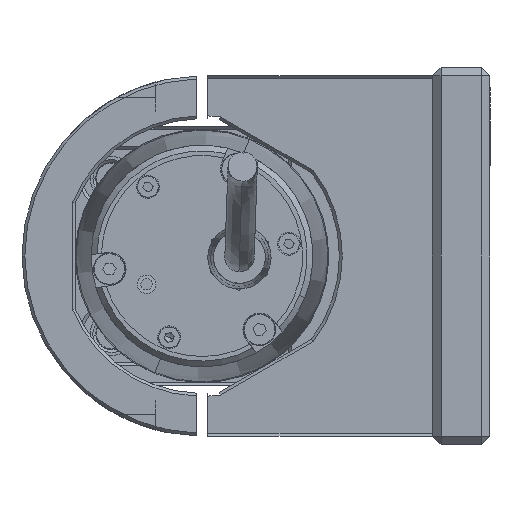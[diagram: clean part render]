
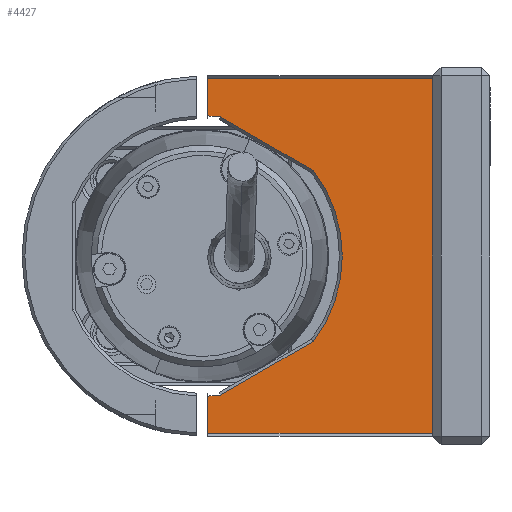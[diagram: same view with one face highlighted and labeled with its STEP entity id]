
A CAD part, left-side view. The second image highlights one B-rep face of the part: STEP entity #4427.
In plain terms, the highlighted planar face has unit normal (1, 0, 0).
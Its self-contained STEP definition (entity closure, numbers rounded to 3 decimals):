
#490 = DIRECTION ( 'NONE',  ( 1., 0., 0. ) ) ;
#955 = VECTOR ( 'NONE', #13065, 1000. ) ;
#1661 = DIRECTION ( 'NONE',  ( -1., 0., 0. ) ) ;
#1898 = VECTOR ( 'NONE', #15179, 1000. ) ;
#2296 = CARTESIAN_POINT ( 'NONE',  ( -113.5, -40., -30.763 ) ) ;
#2360 = ORIENTED_EDGE ( 'NONE', *, *, #22307, .T. ) ;
#3696 = VERTEX_POINT ( 'NONE', #2296 ) ;
#3856 = CIRCLE ( 'NONE', #32560, 24.35 ) ;
#4427 = ADVANCED_FACE ( 'NONE', ( #23518 ), #32210, .T. ) ;
#4569 = DIRECTION ( 'NONE',  ( -1., 0., 0. ) ) ;
#4883 = VERTEX_POINT ( 'NONE', #33541 ) ;
#5287 = CARTESIAN_POINT ( 'NONE',  ( -113.5, -19.313, -14.831 ) ) ;
#5444 = CARTESIAN_POINT ( 'NONE',  ( -113.5, -1., -9.489 ) ) ;
#6330 = VERTEX_POINT ( 'NONE', #26275 ) ;
#6395 = VECTOR ( 'NONE', #24645, 1000. ) ;
#6676 = EDGE_CURVE ( 'NONE', #24278, #6330, #30038, .T. ) ;
#7081 = VERTEX_POINT ( 'NONE', #32832 ) ;
#8094 = LINE ( 'NONE', #17857, #21353 ) ;
#8437 = VECTOR ( 'NONE', #23977, 1000. ) ;
#10163 = AXIS2_PLACEMENT_3D ( 'NONE', #27849, #11990, #30562 ) ;
#10233 = VERTEX_POINT ( 'NONE', #29939 ) ;
#10364 = VERTEX_POINT ( 'NONE', #30529 ) ;
#10392 = DIRECTION ( 'NONE',  ( 0., 0., -1. ) ) ;
#10944 = ORIENTED_EDGE ( 'NONE', *, *, #25798, .T. ) ;
#11033 = EDGE_CURVE ( 'NONE', #31945, #10233, #20402, .T. ) ;
#11034 = VECTOR ( 'NONE', #26656, 1000. ) ;
#11990 = DIRECTION ( 'NONE',  ( -1., 0., 0. ) ) ;
#12040 = ORIENTED_EDGE ( 'NONE', *, *, #31489, .T. ) ;
#13065 = DIRECTION ( 'NONE',  ( 0., 0., 1. ) ) ;
#13301 = LINE ( 'NONE', #26240, #33703 ) ;
#13398 = VERTEX_POINT ( 'NONE', #19350 ) ;
#13454 = LINE ( 'NONE', #21977, #6395 ) ;
#14424 = AXIS2_PLACEMENT_3D ( 'NONE', #16434, #490, #19064 ) ;
#15005 = VERTEX_POINT ( 'NONE', #18529 ) ;
#15179 = DIRECTION ( 'NONE',  ( 0., 0.866, 0.5 ) ) ;
#16037 = LINE ( 'NONE', #25700, #1898 ) ;
#16373 = AXIS2_PLACEMENT_3D ( 'NONE', #20517, #4569, #23176 ) ;
#16434 = CARTESIAN_POINT ( 'NONE',  ( -113.5, -16.288, -9.489 ) ) ;
#16877 = ORIENTED_EDGE ( 'NONE', *, *, #34410, .T. ) ;
#17388 = ORIENTED_EDGE ( 'NONE', *, *, #29010, .T. ) ;
#17553 = CARTESIAN_POINT ( 'NONE',  ( -113.5, 0., 0. ) ) ;
#17806 = ORIENTED_EDGE ( 'NONE', *, *, #6676, .T. ) ;
#17857 = CARTESIAN_POINT ( 'NONE',  ( -113.5, -16.288, -30.763 ) ) ;
#18529 = CARTESIAN_POINT ( 'NONE',  ( -113.5, -3.187, 24.14 ) ) ;
#19064 = DIRECTION ( 'NONE',  ( 0., 1., 0. ) ) ;
#19350 = CARTESIAN_POINT ( 'NONE',  ( -113.5, -40., 30.763 ) ) ;
#19526 = EDGE_CURVE ( 'NONE', #3696, #4883, #8094, .T. ) ;
#20260 = DIRECTION ( 'NONE',  ( 0., -1., 0. ) ) ;
#20402 = CIRCLE ( 'NONE', #10163, 24.35 ) ;
#20512 = EDGE_LOOP ( 'NONE', ( #10944, #22538, #12040, #16877, #20780, #22978, #33679, #2360, #17806, #17388 ) ) ;
#20517 = CARTESIAN_POINT ( 'NONE',  ( -113.5, 0., 0. ) ) ;
#20574 = DIRECTION ( 'NONE',  ( 0., 1., 0. ) ) ;
#20780 = ORIENTED_EDGE ( 'NONE', *, *, #32180, .T. ) ;
#21325 = CARTESIAN_POINT ( 'NONE',  ( -113.5, -16.288, 30.763 ) ) ;
#21353 = VECTOR ( 'NONE', #20574, 1000. ) ;
#21977 = CARTESIAN_POINT ( 'NONE',  ( -113.5, -3.187, -24.14 ) ) ;
#22307 = EDGE_CURVE ( 'NONE', #15005, #24278, #3856, .T. ) ;
#22538 = ORIENTED_EDGE ( 'NONE', *, *, #19526, .T. ) ;
#22978 = ORIENTED_EDGE ( 'NONE', *, *, #11033, .T. ) ;
#23176 = DIRECTION ( 'NONE',  ( 0., -1., 0. ) ) ;
#23518 = FACE_OUTER_BOUND ( 'NONE', #20512, .T. ) ;
#23977 = DIRECTION ( 'NONE',  ( 0., -1., 0. ) ) ;
#24278 = VERTEX_POINT ( 'NONE', #27646 ) ;
#24645 = DIRECTION ( 'NONE',  ( 0., -0.866, 0.5 ) ) ;
#25700 = CARTESIAN_POINT ( 'NONE',  ( -113.5, -19.313, 14.831 ) ) ;
#25798 = EDGE_CURVE ( 'NONE', #13398, #3696, #13301, .T. ) ;
#26240 = CARTESIAN_POINT ( 'NONE',  ( -113.5, -40., -9.489 ) ) ;
#26275 = CARTESIAN_POINT ( 'NONE',  ( -113.5, -1., 30.763 ) ) ;
#26656 = DIRECTION ( 'NONE',  ( 0., 0., 1. ) ) ;
#27630 = EDGE_CURVE ( 'NONE', #10233, #15005, #16037, .T. ) ;
#27646 = CARTESIAN_POINT ( 'NONE',  ( -113.5, -1., 24.329 ) ) ;
#27849 = CARTESIAN_POINT ( 'NONE',  ( -113.5, 0., 0. ) ) ;
#28911 = CARTESIAN_POINT ( 'NONE',  ( -113.5, -1., -9.489 ) ) ;
#29010 = EDGE_CURVE ( 'NONE', #6330, #13398, #29583, .T. ) ;
#29023 = CIRCLE ( 'NONE', #16373, 24.35 ) ;
#29583 = LINE ( 'NONE', #21325, #8437 ) ;
#29939 = CARTESIAN_POINT ( 'NONE',  ( -113.5, -19.313, 14.831 ) ) ;
#30038 = LINE ( 'NONE', #28911, #955 ) ;
#30529 = CARTESIAN_POINT ( 'NONE',  ( -113.5, -3.187, -24.14 ) ) ;
#30562 = DIRECTION ( 'NONE',  ( 0., 0., 1. ) ) ;
#31489 = EDGE_CURVE ( 'NONE', #4883, #7081, #33087, .T. ) ;
#31945 = VERTEX_POINT ( 'NONE', #5287 ) ;
#32180 = EDGE_CURVE ( 'NONE', #10364, #31945, #13454, .T. ) ;
#32210 = PLANE ( 'NONE',  #14424 ) ;
#32560 = AXIS2_PLACEMENT_3D ( 'NONE', #17553, #1661, #20260 ) ;
#32832 = CARTESIAN_POINT ( 'NONE',  ( -113.5, -1., -24.329 ) ) ;
#33087 = LINE ( 'NONE', #5444, #11034 ) ;
#33541 = CARTESIAN_POINT ( 'NONE',  ( -113.5, -1., -30.763 ) ) ;
#33679 = ORIENTED_EDGE ( 'NONE', *, *, #27630, .T. ) ;
#33703 = VECTOR ( 'NONE', #10392, 1000. ) ;
#34410 = EDGE_CURVE ( 'NONE', #7081, #10364, #29023, .T. ) ;
